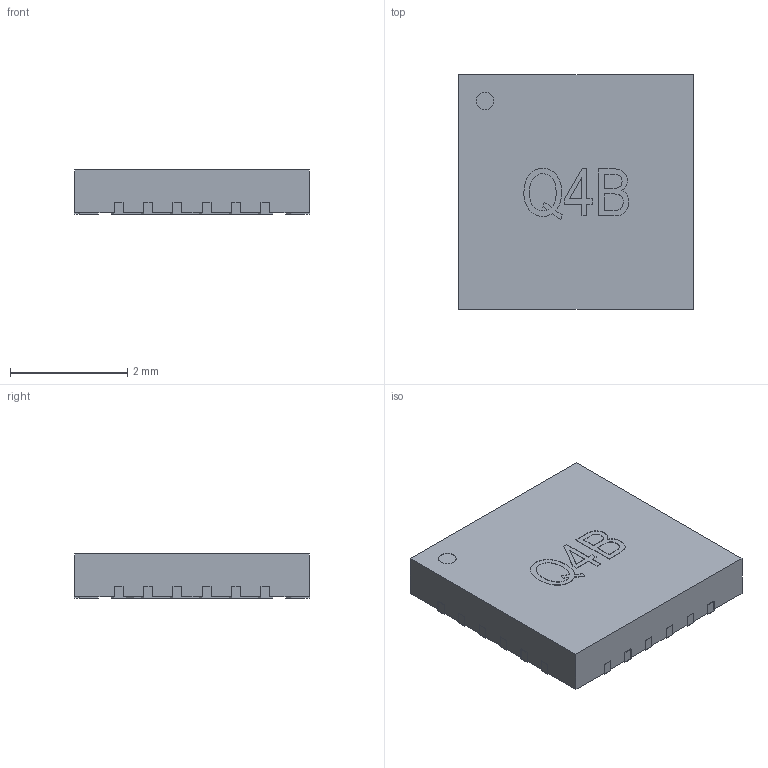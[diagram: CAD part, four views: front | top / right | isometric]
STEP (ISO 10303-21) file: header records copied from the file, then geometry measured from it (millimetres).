
FILE_DESCRIPTION (( 'STEP AP214' ), '1' );
FILE_NAME ('Q4B.STEP', '2025-10-23T06:57:58', ( '' ), ( '' ), 'SwSTEP 2.0', 'SolidWorks 2021', '' );
FILE_SCHEMA (( 'AUTOMOTIVE_DESIGN' ));
Length unit declared in the file: millimetre
Products named in the file (1): Q4B
Bounding box: 4.01 x 4.01 x 0.75 mm (x, y, z)
Volume: 11.9 mm3; surface area: 46 mm2
Topology: 25 solids, 25 shells, 430 faces, 1113 edges, 742 vertices
Faces by surface type: plane 365, cylinder 40, bspline 25
Entity records: 19019 total; most frequent: CARTESIAN_POINT 3583, ORIENTED_EDGE 2226, DIRECTION 1955, EDGE_CURVE 1113, VECTOR 983, LINE 983, VERTEX_POINT 742, AXIS2_PLACEMENT_3D 486
